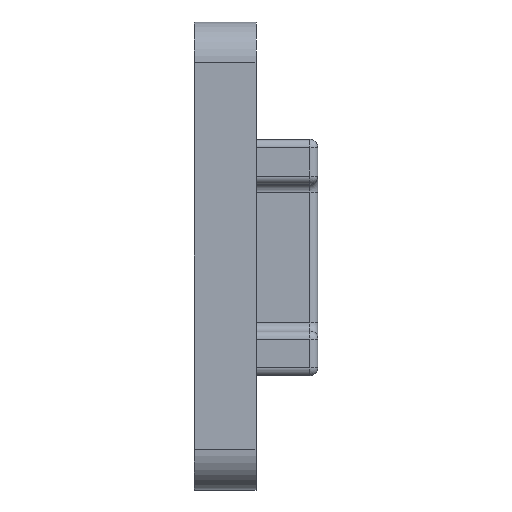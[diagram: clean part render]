
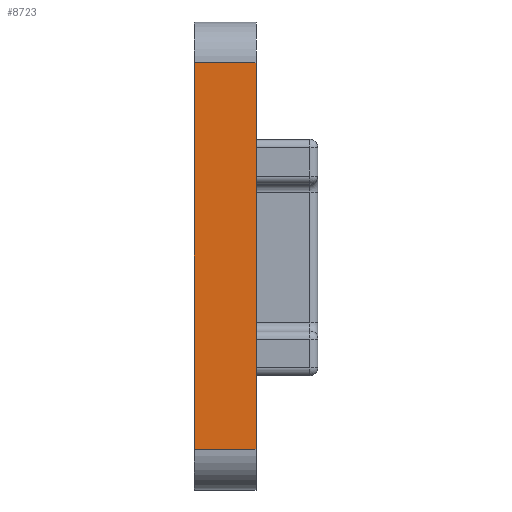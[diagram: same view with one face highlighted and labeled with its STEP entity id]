
A CAD part, front view. The second image highlights one B-rep face of the part: STEP entity #8723.
In plain terms, the highlighted planar face has unit normal (0, -1, 0).
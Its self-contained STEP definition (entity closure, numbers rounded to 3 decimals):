
#968 = CARTESIAN_POINT ( 'NONE',  ( 1.9, -18.65, -11.85 ) ) ;
#1204 = VERTEX_POINT ( 'NONE', #19099 ) ;
#3176 = DIRECTION ( 'NONE',  ( -1., 0., 0. ) ) ;
#3265 = ORIENTED_EDGE ( 'NONE', *, *, #4551, .T. ) ;
#3555 = EDGE_LOOP ( 'NONE', ( #19685, #24839, #3995, #3265 ) ) ;
#3727 = CARTESIAN_POINT ( 'NONE',  ( 1.9, -18.65, 11.85 ) ) ;
#3995 = ORIENTED_EDGE ( 'NONE', *, *, #20572, .F. ) ;
#4285 = EDGE_CURVE ( 'NONE', #20816, #15435, #10694, .T. ) ;
#4551 = EDGE_CURVE ( 'NONE', #9210, #1204, #11972, .T. ) ;
#4635 = LINE ( 'NONE', #7812, #18233 ) ;
#5649 = CARTESIAN_POINT ( 'NONE',  ( -1.9, -18.65, -11.85 ) ) ;
#6219 = DIRECTION ( 'NONE',  ( 0., 0., -1. ) ) ;
#6551 = CARTESIAN_POINT ( 'NONE',  ( 1.9, -18.65, 14.35 ) ) ;
#6638 = DIRECTION ( 'NONE',  ( 0., 0., 1. ) ) ;
#7474 = LINE ( 'NONE', #24582, #26599 ) ;
#7812 = CARTESIAN_POINT ( 'NONE',  ( -1.9, -18.65, 14.35 ) ) ;
#8723 = ADVANCED_FACE ( 'NONE', ( #10163 ), #25101, .F. ) ;
#9210 = VERTEX_POINT ( 'NONE', #3727 ) ;
#10163 = FACE_OUTER_BOUND ( 'NONE', #3555, .T. ) ;
#10694 = LINE ( 'NONE', #11970, #18818 ) ;
#11219 = CARTESIAN_POINT ( 'NONE',  ( 1.9, -18.65, 11.85 ) ) ;
#11970 = CARTESIAN_POINT ( 'NONE',  ( 1.9, -18.65, -11.85 ) ) ;
#11972 = LINE ( 'NONE', #11219, #17169 ) ;
#14359 = AXIS2_PLACEMENT_3D ( 'NONE', #6551, #16937, #6638 ) ;
#15435 = VERTEX_POINT ( 'NONE', #968 ) ;
#16936 = EDGE_CURVE ( 'NONE', #1204, #20816, #4635, .T. ) ;
#16937 = DIRECTION ( 'NONE',  ( 0., 1., 0. ) ) ;
#17169 = VECTOR ( 'NONE', #3176, 1000. ) ;
#18233 = VECTOR ( 'NONE', #22243, 1000. ) ;
#18695 = DIRECTION ( 'NONE',  ( 1., 0., 0. ) ) ;
#18818 = VECTOR ( 'NONE', #18695, 1000. ) ;
#19099 = CARTESIAN_POINT ( 'NONE',  ( -1.9, -18.65, 11.85 ) ) ;
#19685 = ORIENTED_EDGE ( 'NONE', *, *, #16936, .T. ) ;
#20572 = EDGE_CURVE ( 'NONE', #9210, #15435, #7474, .T. ) ;
#20816 = VERTEX_POINT ( 'NONE', #5649 ) ;
#22243 = DIRECTION ( 'NONE',  ( 0., 0., -1. ) ) ;
#24582 = CARTESIAN_POINT ( 'NONE',  ( 1.9, -18.65, 14.35 ) ) ;
#24839 = ORIENTED_EDGE ( 'NONE', *, *, #4285, .T. ) ;
#25101 = PLANE ( 'NONE',  #14359 ) ;
#26599 = VECTOR ( 'NONE', #6219, 1000. ) ;
